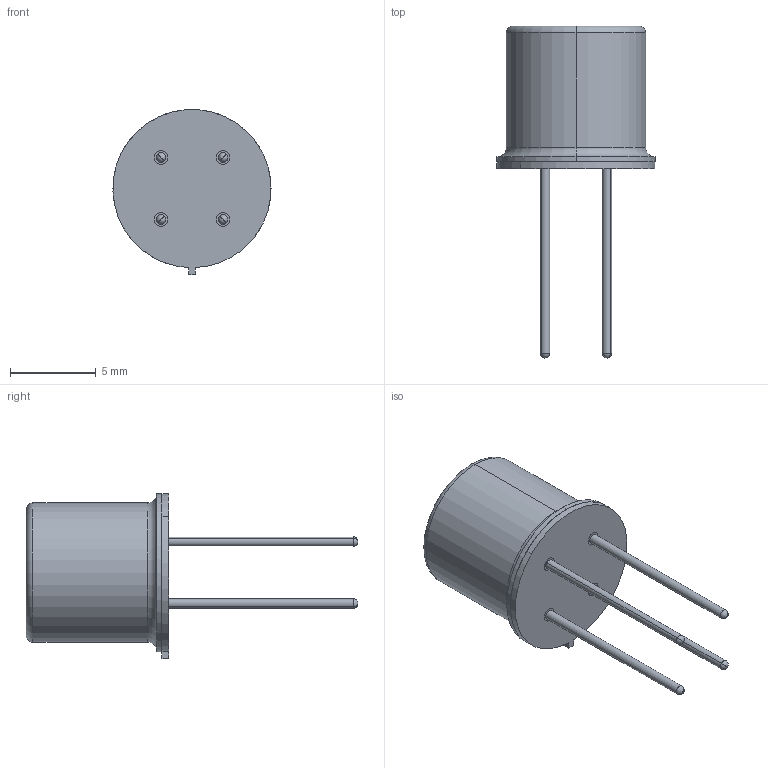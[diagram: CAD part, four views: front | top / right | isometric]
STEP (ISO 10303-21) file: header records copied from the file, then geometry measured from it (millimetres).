
FILE_DESCRIPTION (( 'STEP AP214' ), '1' );
FILE_NAME ('TGS2600.STEP', '2023-05-30T16:42:49', ( '' ), ( '' ), 'SwSTEP 2.0', 'SolidWorks 2021', '' );
FILE_SCHEMA (( 'AUTOMOTIVE_DESIGN' ));
Length unit declared in the file: millimetre
Products named in the file (1): TGS2600
Bounding box: 9.2 x 19.3 x 9.6 mm (x, y, z)
Volume: 179.3 mm3; surface area: 824.8 mm2
Topology: 10 solids, 10 shells, 105 faces, 237 edges, 148 vertices
Faces by surface type: cylinder 63, plane 24, torus 10, sphere 8
Entity records: 3039 total; most frequent: DIRECTION 582, CARTESIAN_POINT 467, ORIENTED_EDGE 442, AXIS2_PLACEMENT_3D 255, EDGE_CURVE 221, CIRCLE 149, VERTEX_POINT 140, EDGE_LOOP 137
